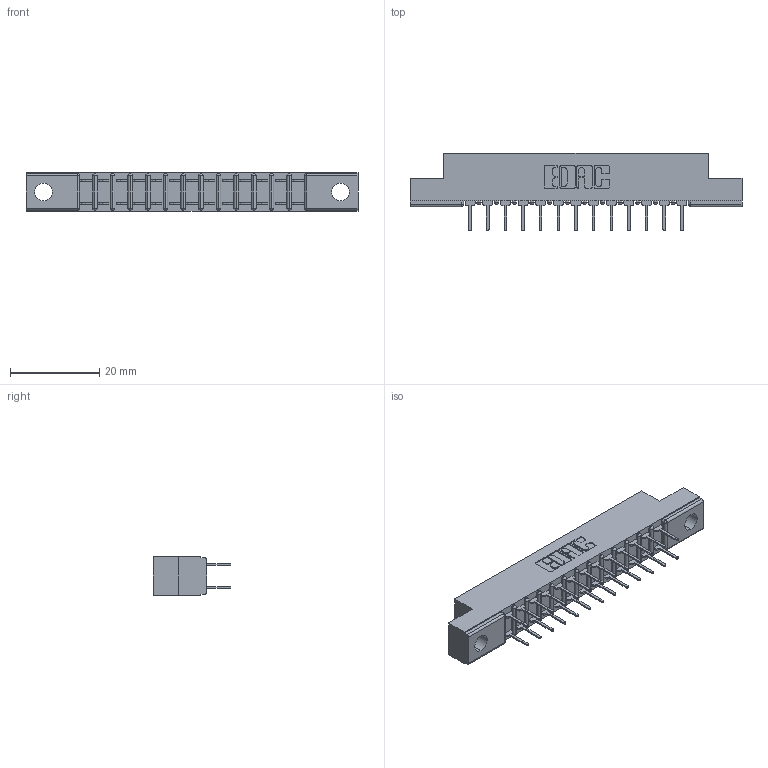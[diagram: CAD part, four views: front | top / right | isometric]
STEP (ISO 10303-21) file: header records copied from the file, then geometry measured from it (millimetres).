
FILE_DESCRIPTION (( 'STEP AP203' ), '1' );
FILE_NAME ('357-026-524-204.STEP', '2019-09-17T22:45:23', ( '' ), ( '' ), 'SwSTEP 2.0', 'SolidWorks 2016', '' );
FILE_SCHEMA (( 'CONFIG_CONTROL_DESIGN' ));
Length unit declared in the file: inch
Products named in the file (3): 357-026-524-204; 307 Part_.156 Dia Mounting Holes; 307-290-001_524
Assembly tree (27 placements, depth 2):
  357-026-524-204
    307 Part_.156 Dia Mounting Holes
    307-290-001_524  x26
Bounding box: 74.52 x 17.42 x 8.71 mm (x, y, z)
Volume: 4761.3 mm3; surface area: 7784.4 mm2
Topology: 27 solids, 27 shells, 1342 faces, 3739 edges, 2418 vertices
Faces by surface type: plane 890, cylinder 424, sphere 28
Entity records: 15522 total; most frequent: CARTESIAN_POINT 2551, ORIENTED_EDGE 2522, DIRECTION 2503, EDGE_CURVE 1261, VECTOR 963, LINE 963, VERTEX_POINT 818, AXIS2_PLACEMENT_3D 770
